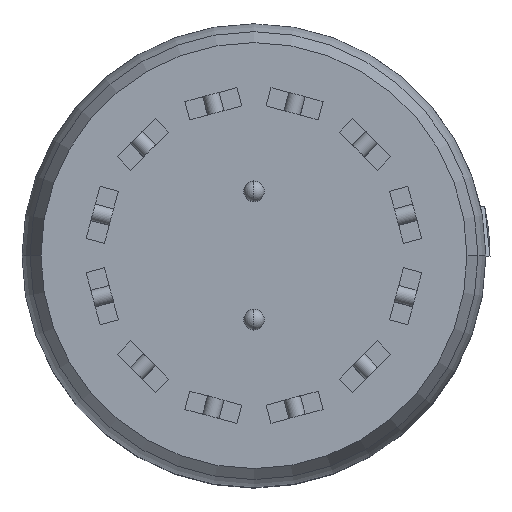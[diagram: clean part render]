
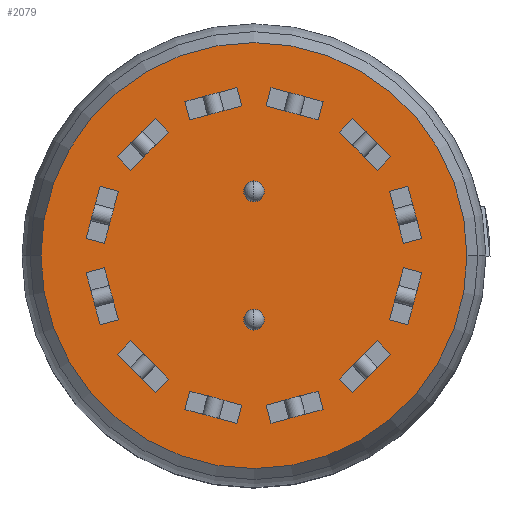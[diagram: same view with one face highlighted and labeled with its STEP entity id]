
A CAD part, top view. The second image highlights one B-rep face of the part: STEP entity #2079.
In plain terms, the highlighted planar face has unit normal (0, 0, 1).
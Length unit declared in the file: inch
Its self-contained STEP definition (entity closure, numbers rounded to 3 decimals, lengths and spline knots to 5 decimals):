
#601=CARTESIAN_POINT('',(0.,0.,0.4151));
#602=DIRECTION('',(0.,0.,-1.));
#603=DIRECTION('',(1.,0.,0.));
#604=AXIS2_PLACEMENT_3D('',#601,#602,#603);
#615=CARTESIAN_POINT('',(0.,0.,0.4151));
#616=DIRECTION('',(0.,0.,1.));
#617=DIRECTION('',(1.,0.,0.));
#618=AXIS2_PLACEMENT_3D('',#615,#616,#617);
#1487=CARTESIAN_POINT('',(0.259,0.,0.4151));
#1489=VERTEX_POINT('',#1487);
#1493=CARTESIAN_POINT('',(-0.259,0.,0.4151));
#1495=VERTEX_POINT('',#1493);
#2068=CARTESIAN_POINT('',(0.,0.,0.4151));
#2069=DIRECTION('',(0.,0.,-1.));
#2070=DIRECTION('',(1.,0.,0.));
#2071=AXIS2_PLACEMENT_3D('',#2068,#2069,#2070);
#2072=PLANE('',#2071);
#2074=ORIENTED_EDGE('',*,*,#2073,.F.);
#2076=ORIENTED_EDGE('',*,*,#2075,.T.);
#2077=EDGE_LOOP('',(#2074,#2076));
#2078=FACE_OUTER_BOUND('',#2077,.F.);
#2079=ADVANCED_FACE('',(#2078),#2072,.F.);
#605=CIRCLE('',#604,0.259);
#619=CIRCLE('',#618,0.259);
#2073=EDGE_CURVE('',#1489,#1495,#619,.T.);
#2075=EDGE_CURVE('',#1489,#1495,#605,.T.);
